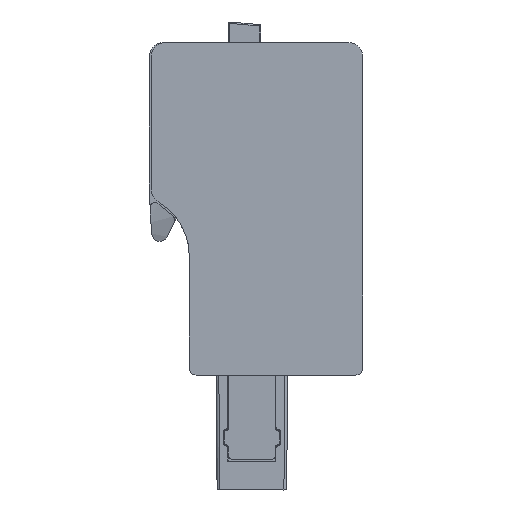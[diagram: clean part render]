
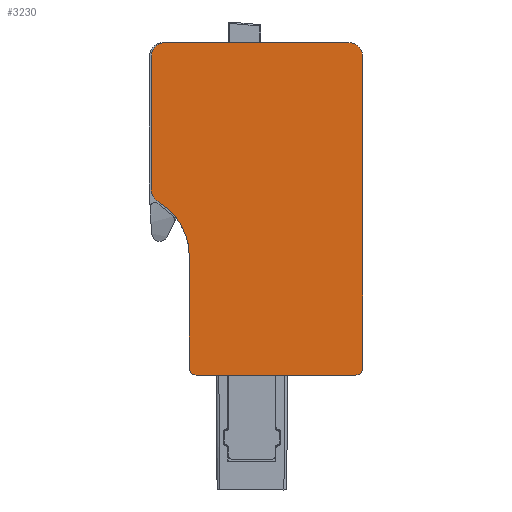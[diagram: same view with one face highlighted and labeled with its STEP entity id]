
A CAD part, left-side view. The second image highlights one B-rep face of the part: STEP entity #3230.
In plain terms, the highlighted planar face has unit normal (-1, 0, 0).
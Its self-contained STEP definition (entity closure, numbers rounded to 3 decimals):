
#2905=AXIS2_PLACEMENT_3D('Circle Axis2P3D',#2903,#2904,$) ;
#2953=AXIS2_PLACEMENT_3D('Circle Axis2P3D',#2951,#2952,$) ;
#3009=AXIS2_PLACEMENT_3D('Circle Axis2P3D',#3007,#3008,$) ;
#3040=AXIS2_PLACEMENT_3D('Circle Axis2P3D',#3038,#3039,$) ;
#3173=AXIS2_PLACEMENT_3D('Circle Axis2P3D',#3171,#3172,$) ;
#3190=AXIS2_PLACEMENT_3D('Circle Axis2P3D',#3188,#3189,$) ;
#3210=AXIS2_PLACEMENT_3D('Plane Axis2P3D',#3207,#3208,#3209) ;
#2900=CARTESIAN_POINT('Vertex',(0.,1.,32.5)) ;
#2903=CARTESIAN_POINT('Axis2P3D Location',(0.,1.,31.5)) ;
#2907=CARTESIAN_POINT('Vertex',(0.,0.,31.5)) ;
#2927=CARTESIAN_POINT('Line Origine',(0.,7.675,32.5)) ;
#2931=CARTESIAN_POINT('Vertex',(0.,14.35,32.5)) ;
#2951=CARTESIAN_POINT('Axis2P3D Location',(0.,17.1,17.034)) ;
#2955=CARTESIAN_POINT('Vertex',(0.,14.85,20.931)) ;
#2957=CARTESIAN_POINT('Vertex',(0.,12.6,17.034)) ;
#2987=CARTESIAN_POINT('Vertex',(0.,12.6,8.85)) ;
#2990=CARTESIAN_POINT('Line Origine',(0.,12.6,12.942)) ;
#3007=CARTESIAN_POINT('Axis2P3D Location',(0.,14.35,21.797)) ;
#3011=CARTESIAN_POINT('Vertex',(0.,15.35,21.797)) ;
#3035=CARTESIAN_POINT('Vertex',(0.,15.35,31.504)) ;
#3038=CARTESIAN_POINT('Axis2P3D Location',(0.,14.35,31.5)) ;
#3055=CARTESIAN_POINT('Line Origine',(0.,15.35,26.651)) ;
#3084=CARTESIAN_POINT('Line Origine',(0.,0.,20.175)) ;
#3088=CARTESIAN_POINT('Vertex',(0.,0.,8.85)) ;
#3168=CARTESIAN_POINT('Vertex',(0.,12.1,8.35)) ;
#3171=CARTESIAN_POINT('Axis2P3D Location',(0.,12.1,8.85)) ;
#3188=CARTESIAN_POINT('Axis2P3D Location',(0.,0.5,8.85)) ;
#3192=CARTESIAN_POINT('Vertex',(0.,0.5,8.35)) ;
#3207=CARTESIAN_POINT('Axis2P3D Location',(0.,22.05,-0.85)) ;
#3212=CARTESIAN_POINT('Line Origine',(0.,7.675,8.35)) ;
#2904=DIRECTION('Axis2P3D Direction',(-1.,0.,0.)) ;
#2928=DIRECTION('Vector Direction',(0.,-1.,0.)) ;
#2952=DIRECTION('Axis2P3D Direction',(-1.,0.,0.)) ;
#2991=DIRECTION('Vector Direction',(0.,0.,-1.)) ;
#3008=DIRECTION('Axis2P3D Direction',(-1.,0.,0.)) ;
#3039=DIRECTION('Axis2P3D Direction',(-1.,0.,0.)) ;
#3056=DIRECTION('Vector Direction',(0.,0.,1.)) ;
#3085=DIRECTION('Vector Direction',(0.,0.,1.)) ;
#3172=DIRECTION('Axis2P3D Direction',(-1.,0.,0.)) ;
#3189=DIRECTION('Axis2P3D Direction',(-1.,0.,0.)) ;
#3208=DIRECTION('Axis2P3D Direction',(-1.,0.,0.)) ;
#3209=DIRECTION('Axis2P3D XDirection',(0.,-1.,0.)) ;
#3213=DIRECTION('Vector Direction',(0.,-1.,0.)) ;
#2929=VECTOR('Line Direction',#2928,1.) ;
#2992=VECTOR('Line Direction',#2991,1.) ;
#3057=VECTOR('Line Direction',#3056,1.) ;
#3086=VECTOR('Line Direction',#3085,1.) ;
#3214=VECTOR('Line Direction',#3213,1.) ;
#3218=ORIENTED_EDGE('',*,*,#2959,.T.) ;
#3219=ORIENTED_EDGE('',*,*,#2994,.T.) ;
#3220=ORIENTED_EDGE('',*,*,#3175,.T.) ;
#3221=ORIENTED_EDGE('',*,*,#3216,.T.) ;
#3222=ORIENTED_EDGE('',*,*,#3194,.F.) ;
#3223=ORIENTED_EDGE('',*,*,#3090,.T.) ;
#3224=ORIENTED_EDGE('',*,*,#2909,.T.) ;
#3225=ORIENTED_EDGE('',*,*,#2933,.F.) ;
#3226=ORIENTED_EDGE('',*,*,#3042,.T.) ;
#3227=ORIENTED_EDGE('',*,*,#3059,.F.) ;
#3228=ORIENTED_EDGE('',*,*,#3013,.T.) ;
#3230=ADVANCED_FACE('CVPL',(#3229),#3211,.T.) ;
#2906=CIRCLE('generated circle',#2905,1.) ;
#2954=CIRCLE('generated circle',#2953,4.5) ;
#3010=CIRCLE('generated circle',#3009,1.) ;
#3041=CIRCLE('generated circle',#3040,1.) ;
#3174=CIRCLE('generated circle',#3173,0.5) ;
#3191=CIRCLE('generated circle',#3190,0.5) ;
#2909=EDGE_CURVE('',#2908,#2901,#2906,.T.) ;
#2933=EDGE_CURVE('',#2932,#2901,#2930,.T.) ;
#2959=EDGE_CURVE('',#2956,#2958,#2954,.F.) ;
#2994=EDGE_CURVE('',#2958,#2988,#2993,.T.) ;
#3013=EDGE_CURVE('',#3012,#2956,#3010,.T.) ;
#3042=EDGE_CURVE('',#2932,#3036,#3041,.T.) ;
#3059=EDGE_CURVE('',#3012,#3036,#3058,.T.) ;
#3090=EDGE_CURVE('',#3089,#2908,#3087,.T.) ;
#3175=EDGE_CURVE('',#2988,#3169,#3174,.T.) ;
#3194=EDGE_CURVE('',#3089,#3193,#3191,.F.) ;
#3216=EDGE_CURVE('',#3169,#3193,#3215,.T.) ;
#3217=EDGE_LOOP('',(#3218,#3219,#3220,#3221,#3222,#3223,#3224,#3225,#3226,#3227,#3228)) ;
#3229=FACE_OUTER_BOUND('',#3217,.T.) ;
#2930=LINE('Line',#2927,#2929) ;
#2993=LINE('Line',#2990,#2992) ;
#3058=LINE('Line',#3055,#3057) ;
#3087=LINE('Line',#3084,#3086) ;
#3215=LINE('Line',#3212,#3214) ;
#3211=PLANE('',#3210) ;
#2901=VERTEX_POINT('',#2900) ;
#2908=VERTEX_POINT('',#2907) ;
#2932=VERTEX_POINT('',#2931) ;
#2956=VERTEX_POINT('',#2955) ;
#2958=VERTEX_POINT('',#2957) ;
#2988=VERTEX_POINT('',#2987) ;
#3012=VERTEX_POINT('',#3011) ;
#3036=VERTEX_POINT('',#3035) ;
#3089=VERTEX_POINT('',#3088) ;
#3169=VERTEX_POINT('',#3168) ;
#3193=VERTEX_POINT('',#3192) ;
